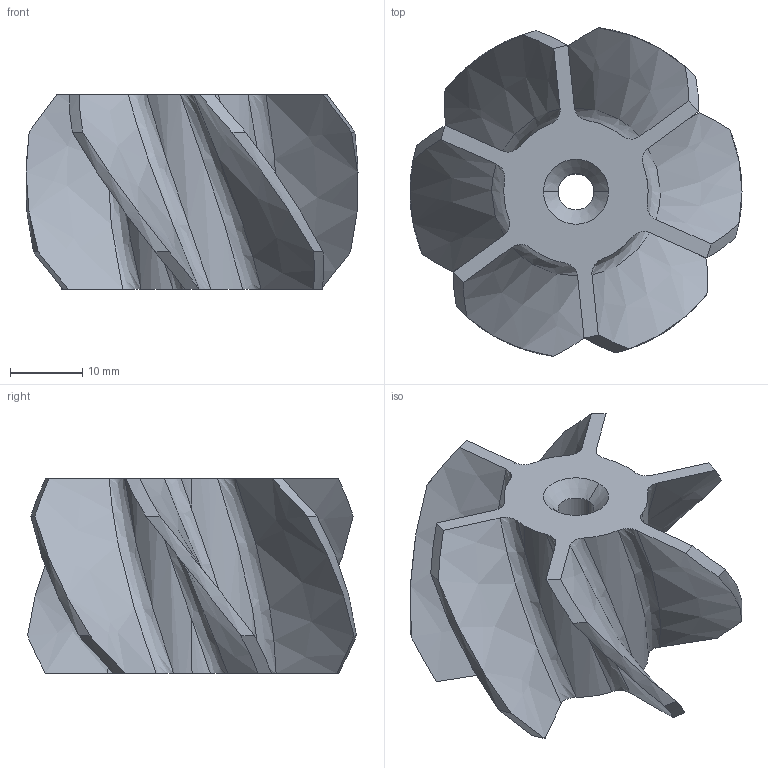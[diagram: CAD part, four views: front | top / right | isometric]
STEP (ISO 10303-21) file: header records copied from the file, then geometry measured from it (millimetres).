
FILE_DESCRIPTION (( 'STEP AP214' ), '1' );
FILE_NAME ('L.013.00.00.02 Wheel.STEP', '2024-10-10T06:15:13', ( '' ), ( '' ), 'SwSTEP 2.0', 'SolidWorks 2018', '' );
FILE_SCHEMA (( 'AUTOMOTIVE_DESIGN' ));
Length unit declared in the file: millimetre
Products named in the file (1): L.013.00.00.02 Wheel
Bounding box: 46 x 45.56 x 27 mm (x, y, z)
Volume: 12137.4 mm3; surface area: 7445.5 mm2
Topology: 1 solids, 1 shells, 56 faces, 160 edges, 106 vertices
Faces by surface type: bspline 42, cylinder 10, cone 2, plane 2
Entity records: 6778 total; most frequent: CARTESIAN_POINT 5667, ORIENTED_EDGE 320, EDGE_CURVE 160, B_SPLINE_CURVE_WITH_KNOTS 110, VERTEX_POINT 106, DIRECTION 88, EDGE_LOOP 58, FACE_OUTER_BOUND 56
